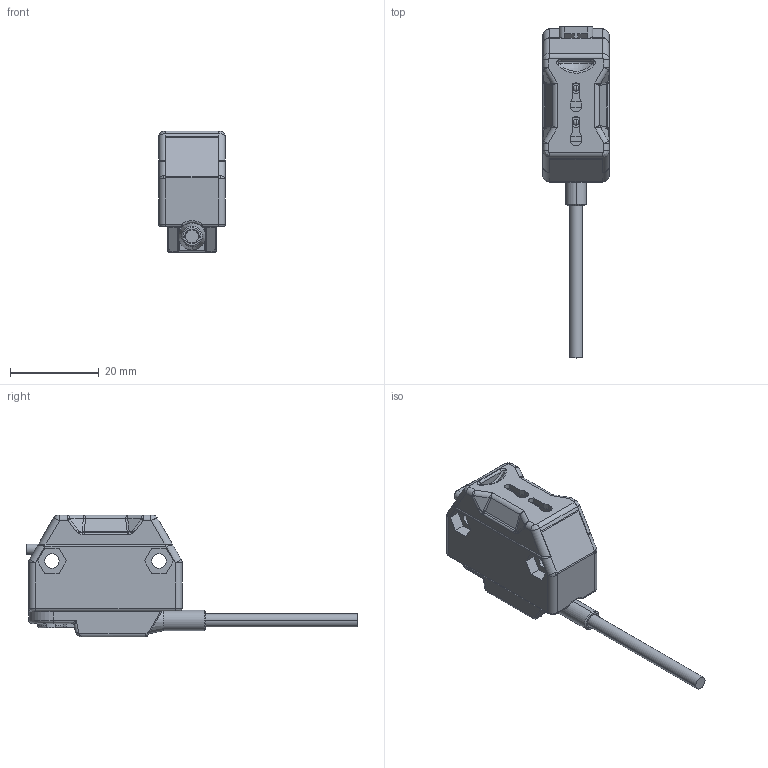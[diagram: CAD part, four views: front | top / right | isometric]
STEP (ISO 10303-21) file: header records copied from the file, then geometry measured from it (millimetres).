
FILE_DESCRIPTION((''),'2;1');
FILE_NAME('139723_SW','2008-05-07T',('banengservice'),('BANNER ENGINEERING'),'PRO/ENGINEER BY PARAMETRIC TECHNOLOGY CORPORATION, 2006170','PRO/ENGINEER BY PARAMETRIC TECHNOLOGY CORPORATION, 2006170','');
FILE_SCHEMA(('CONFIG_CONTROL_DESIGN'));
Length unit declared in the file: inch
Products named in the file (1): 139723_SW
Bounding box: 15 x 74.71 x 27.4 mm (x, y, z)
Volume: 6536.6 mm3; surface area: 9174.8 mm2
Topology: 2 solids, 2 shells, 978 faces, 2456 edges, 1511 vertices
Faces by surface type: plane 502, cylinder 284, bspline 95, torus 54, cone 24, sphere 19
Entity records: 33104 total; most frequent: CARTESIAN_POINT 10101, ORIENTED_EDGE 4884, DIRECTION 4641, EDGE_CURVE 2442, VECTOR 1555, LINE 1555, AXIS2_PLACEMENT_3D 1543, VERTEX_POINT 1511
